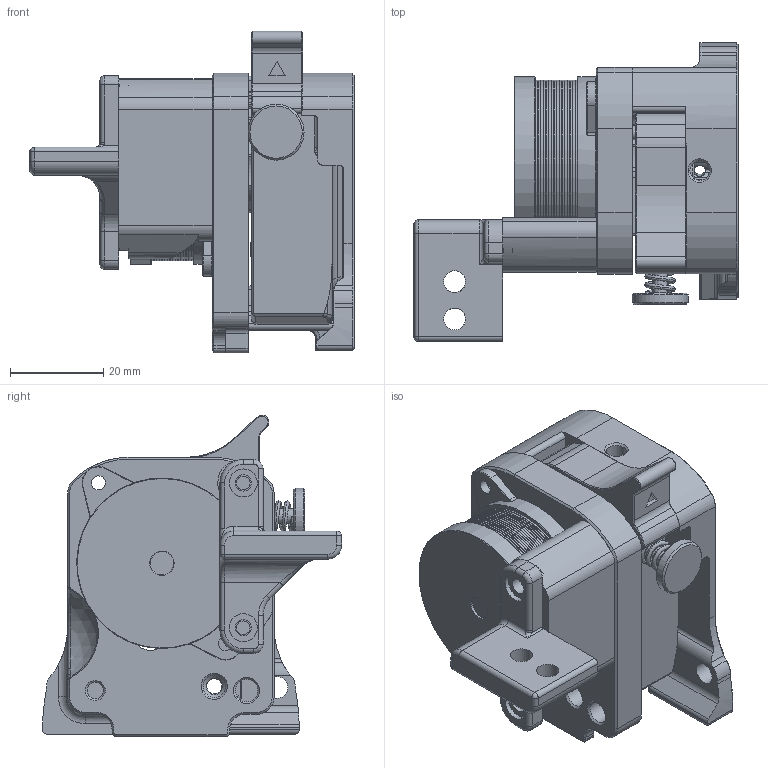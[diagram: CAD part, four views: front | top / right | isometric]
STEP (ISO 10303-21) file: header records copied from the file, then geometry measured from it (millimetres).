
FILE_DESCRIPTION(/* description */ (''),/* implementation_level */ '2;1');
FILE_NAME(/* name */ 'Euler Extruder.step',/* time_stamp */ '2021-06-22T10:21:05+02:00',/* author */ (''),/* organization */ (''),/* preprocessor_version */ 'ST-DEVELOPER v18.1',/* originating_system */ 'Autodesk Translation Framework v10.9.0.1377',/* authorisation */ '');
FILE_SCHEMA (('AUTOMOTIVE_DESIGN { 1 0 10303 214 3 1 1 }'));
Length unit declared in the file: millimetre
Products named in the file (18): Euler Extruder; VORON Clockwork^X Carriage; Guidler^VORON Clockwork_X Carriage; Direct_Drivegear_without_setscrew (1)^Guidler_VORON Clockwork_X Carri
age; stift 3 x 20 (1)^Direct_Drivegear_without_setscrew (1)_Guidler_VORON
Clockwork_X Carriage; Direct_Drivegear_without_setscrew (1)-39^Direct_Drivegear_without_set
screw (1)_Guidler_VORON Clockwork_X Carriage; K3x5x7 Needlebearing (1)^Direct_Drivegear_without_setscrew (1)_Guidle
r_VORON Clockwork_X Carriage; Spring Assembly (1)^Guidler_VORON Clockwork_X Carriage; M3 Thumb Screw (1)^Spring Assembly (1)_Guidler_VORON Clockwork_X Carr
iage; Spring Assembly (1)-40^Spring Assembly (1)_Guidler_VORON Clockwork_X
Carriage; latch shuttle (1)^Guidler_VORON Clockwork_X Carriage; Guidler-41^Guidler_VORON Clockwork_X Carriage; Chain Anchor - IGUS^VORON Clockwork_X Carriage; Motor Plate Nema14 (1); NEMA14_10t (2); M3x20 SHCS (1) (1)^VORON Clockwork_X Carriage (1); Main Body^VORON Clockwork_X Carriage (1); Latch^VORON Clockwork_X Carriage (1)
Assembly tree (18 placements, depth 5):
  Euler Extruder
    VORON Clockwork^X Carriage
      Guidler^VORON Clockwork_X Carriage
        Direct_Drivegear_without_setscrew (1)^Guidler_VORON Clockwork_X Carri
age
          stift 3 x 20 (1)^Direct_Drivegear_without_setscrew (1)_Guidler_VORON
Clockwork_X Carriage
          K3x5x7 Needlebearing (1)^Direct_Drivegear_without_setscrew (1)_Guidle
r_VORON Clockwork_X Carriage  x2
          Direct_Drivegear_without_setscrew (1)-39^Direct_Drivegear_without_set
screw (1)_Guidler_VORON Clockwork_X Carriage
        Spring Assembly (1)^Guidler_VORON Clockwork_X Carriage
          M3 Thumb Screw (1)^Spring Assembly (1)_Guidler_VORON Clockwork_X Carr
iage
          Spring Assembly (1)-40^Spring Assembly (1)_Guidler_VORON Clockwork_X
Carriage
        latch shuttle (1)^Guidler_VORON Clockwork_X Carriage
        Guidler-41^Guidler_VORON Clockwork_X Carriage
      Chain Anchor - IGUS^VORON Clockwork_X Carriage
      Motor Plate Nema14 (1)
      NEMA14_10t (2)
    M3x20 SHCS (1) (1)^VORON Clockwork_X Carriage (1)
    Main Body^VORON Clockwork_X Carriage (1)
    Latch^VORON Clockwork_X Carriage (1)
Bounding box: 69.4 x 64.06 x 68.85 mm (x, y, z)
Volume: 61523.3 mm3; surface area: 37604.7 mm2
Topology: 24 solids, 25 shells, 1206 faces, 3056 edges, 1922 vertices
Faces by surface type: cylinder 458, plane 405, cone 191, torus 71, bspline 71, sphere 10
Full cylindrical faces by diameter (mm): 1 x10, 2 x1, 2.4 x2, 2.9 x2, 3 x5, 3.1 x1, 3.2 x1, 3.3 x3, 3.4 x1, 3.5 x10, 4.2 x1, 4.4 x1, 4.7 x11, 4.8 x3, 5 x1, 5.05 x1, 5.5 x1, 6 x5, 6.5 x1, 7.3 x1, 7.4 x1, 8 x2, 8.2 x2, 12 x1, 16 x1, 16.25 x1, 35 x16, 36.5 x2
Entity records: 40660 total; most frequent: CARTESIAN_POINT 11483, DIRECTION 6320, ORIENTED_EDGE 5868, EDGE_CURVE 2934, AXIS2_PLACEMENT_3D 2503, VERTEX_POINT 1842, CIRCLE 1333, LINE 1314
